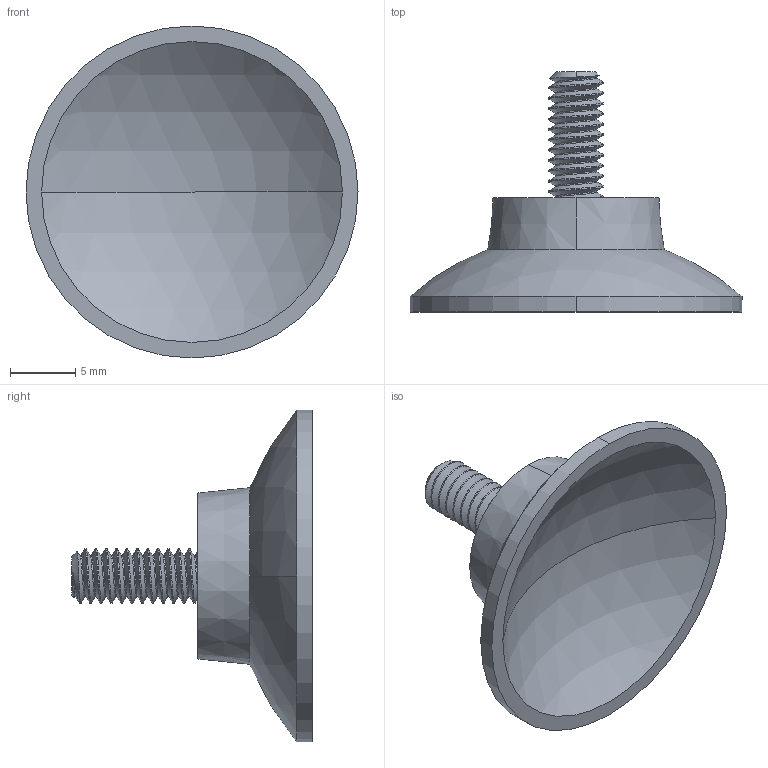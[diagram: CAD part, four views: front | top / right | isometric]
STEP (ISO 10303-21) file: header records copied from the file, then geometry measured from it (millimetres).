
FILE_DESCRIPTION (( 'STEP AP203' ), '1' );
FILE_NAME ('53535A22_Rubber Foot-1.STEP', '2022-11-15T19:06:09', ( '' ), ( '' ), 'SwSTEP 2.0', 'SolidWorks 2021', '' );
FILE_SCHEMA (( 'CONFIG_CONTROL_DESIGN' ));
Length unit declared in the file: inch
Products named in the file (1): 53535A22_Rubber Foot-1
Bounding box: 25.4 x 18.39 x 25.4 mm (x, y, z)
Volume: 1488.2 mm3; surface area: 1571.2 mm2
Topology: 1 solids, 1 shells, 40 faces, 108 edges, 72 vertices
Faces by surface type: cylinder 26, cone 4, sphere 4, plane 3, bspline 3
Entity records: 3311 total; most frequent: CARTESIAN_POINT 2374, ORIENTED_EDGE 216, DIRECTION 149, EDGE_CURVE 108, VERTEX_POINT 72, AXIS2_PLACEMENT_3D 60, EDGE_LOOP 42, FACE_OUTER_BOUND 40
